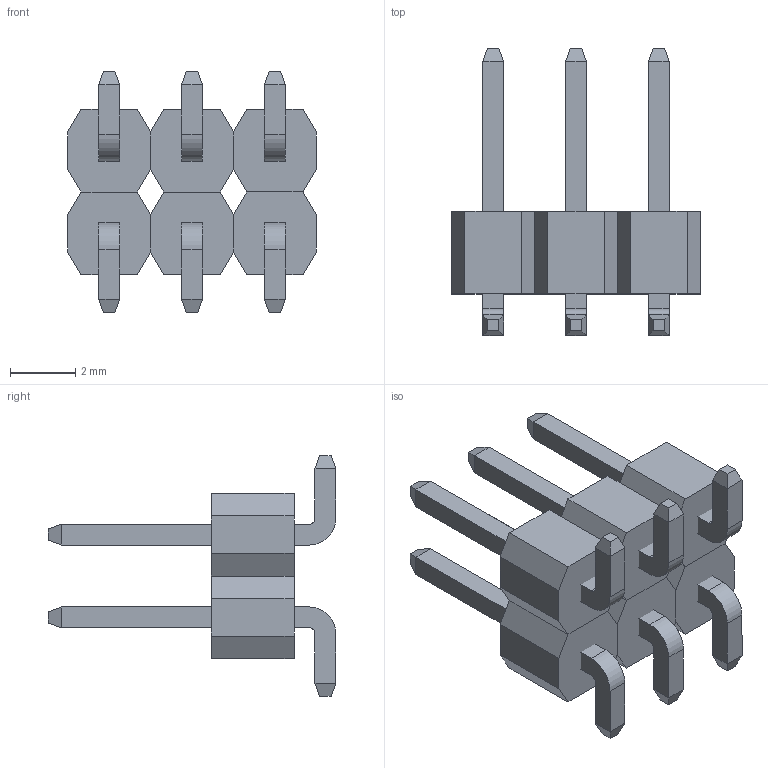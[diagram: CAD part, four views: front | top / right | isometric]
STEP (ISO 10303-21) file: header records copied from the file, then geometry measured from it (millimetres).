
FILE_DESCRIPTION(/* description */ (''),/* implementation_level */ '2;1');
FILE_NAME(/* name */ 'Header SMD 2x3.step',/* time_stamp */ '2019-04-08T10:57:03+02:00',/* author */ (''),/* organization */ (''),/* preprocessor_version */ 'ST-DEVELOPER v17.2',/* originating_system */ 'Autodesk Translation Framework v7.6.0.251',/* authorisation */ '');
FILE_SCHEMA (('AUTOMOTIVE_DESIGN { 1 0 10303 214 3 1 1 }'));
Length unit declared in the file: millimetre
Products named in the file (2): (Nicht gespeichert); User Library-4pin header SMD 2,54mm_header SMD 2,54mm
Assembly tree (6 placements, depth 2):
  (Nicht gespeichert)
    User Library-4pin header SMD 2,54mm_header SMD 2,54mm  x6
Bounding box: 7.62 x 8.82 x 7.39 mm (x, y, z)
Volume: 115.3 mm3; surface area: 371.2 mm2
Topology: 12 solids, 12 shells, 168 faces, 384 edges, 240 vertices
Faces by surface type: plane 156, cylinder 12
Entity records: 909 total; most frequent: DIRECTION 140, CARTESIAN_POINT 140, ORIENTED_EDGE 128, EDGE_CURVE 64, LINE 60, VECTOR 60, VERTEX_POINT 40, AXIS2_PLACEMENT_3D 40
